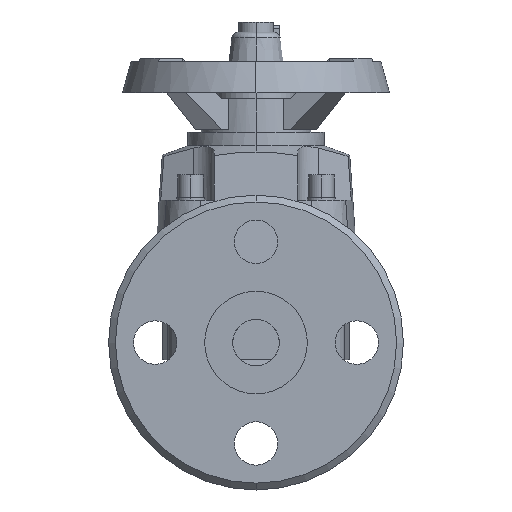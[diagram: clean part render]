
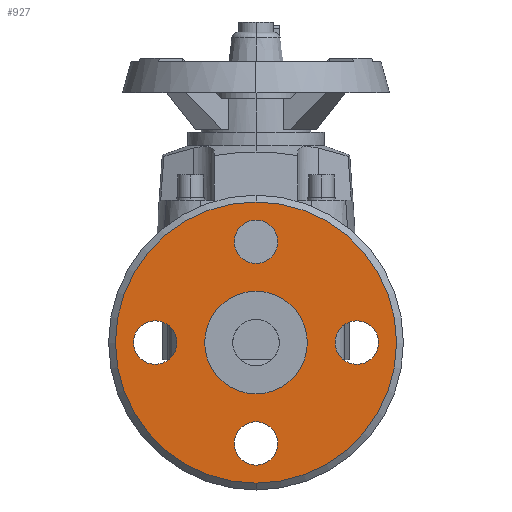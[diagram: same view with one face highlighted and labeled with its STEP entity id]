
A CAD part, left-side view. The second image highlights one B-rep face of the part: STEP entity #927.
In plain terms, the highlighted planar face has unit normal (-1, 0, 0).
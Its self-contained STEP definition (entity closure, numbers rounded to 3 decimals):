
#927=ADVANCED_FACE('',(#1910,#1911,#1912,#1913,#1914,#1915),#1916,.T.);
#1910=FACE_OUTER_BOUND('',#2912,.T.);
#1911=FACE_BOUND('',#2913,.T.);
#1912=FACE_BOUND('',#2914,.T.);
#1913=FACE_BOUND('',#2915,.T.);
#1914=FACE_BOUND('',#2916,.T.);
#1915=FACE_BOUND('',#2917,.T.);
#1916=PLANE('',#2918);
#2912=EDGE_LOOP('',(#5663,#5664));
#2913=EDGE_LOOP('',(#5665,#5666));
#2914=EDGE_LOOP('',(#5667,#5668));
#2915=EDGE_LOOP('',(#5669,#5670));
#2916=EDGE_LOOP('',(#5671,#5672));
#2917=EDGE_LOOP('',(#5673,#5674));
#2918=AXIS2_PLACEMENT_3D('',#5675,#5676,#5677);
#5663=ORIENTED_EDGE('',*,*,#5831,.T.);
#5664=ORIENTED_EDGE('',*,*,#6846,.T.);
#5665=ORIENTED_EDGE('',*,*,#6850,.T.);
#5666=ORIENTED_EDGE('',*,*,#5820,.T.);
#5667=ORIENTED_EDGE('',*,*,#6852,.T.);
#5668=ORIENTED_EDGE('',*,*,#5815,.T.);
#5669=ORIENTED_EDGE('',*,*,#6854,.T.);
#5670=ORIENTED_EDGE('',*,*,#5810,.T.);
#5671=ORIENTED_EDGE('',*,*,#6856,.T.);
#5672=ORIENTED_EDGE('',*,*,#5805,.T.);
#5673=ORIENTED_EDGE('',*,*,#5841,.T.);
#5674=ORIENTED_EDGE('',*,*,#6836,.T.);
#5675=CARTESIAN_POINT('',(-59.0,0.0,-22.65));
#5676=DIRECTION('',(-1.0,0.0,0.0));
#5677=DIRECTION('',(0.0,0.0,-1.0));
#5805=EDGE_CURVE('',#6909,#6906,#6910,.T.);
#5810=EDGE_CURVE('',#6918,#6915,#6919,.T.);
#5815=EDGE_CURVE('',#6927,#6924,#6928,.T.);
#5820=EDGE_CURVE('',#6936,#6933,#6937,.T.);
#5831=EDGE_CURVE('',#6951,#6953,#6955,.T.);
#5841=EDGE_CURVE('',#6967,#6971,#6973,.T.);
#6836=EDGE_CURVE('',#6971,#6967,#8428,.T.);
#6846=EDGE_CURVE('',#6953,#6951,#8438,.T.);
#6850=EDGE_CURVE('',#6933,#6936,#8442,.T.);
#6852=EDGE_CURVE('',#6924,#6927,#8444,.T.);
#6854=EDGE_CURVE('',#6915,#6918,#8446,.T.);
#6856=EDGE_CURVE('',#6906,#6909,#8448,.T.);
#6906=VERTEX_POINT('',#8518);
#6909=VERTEX_POINT('',#8522);
#6910=CIRCLE('',#8523,7.0);
#6915=VERTEX_POINT('',#8529);
#6918=VERTEX_POINT('',#8533);
#6919=CIRCLE('',#8534,7.0);
#6924=VERTEX_POINT('',#8540);
#6927=VERTEX_POINT('',#8544);
#6928=CIRCLE('',#8545,7.0);
#6933=VERTEX_POINT('',#8551);
#6936=VERTEX_POINT('',#8555);
#6937=CIRCLE('',#8556,7.0);
#6951=VERTEX_POINT('',#8573);
#6953=VERTEX_POINT('',#8576);
#6955=CIRCLE('',#8579,45.3);
#6967=VERTEX_POINT('',#8593);
#6971=VERTEX_POINT('',#8598);
#6973=CIRCLE('',#8601,16.538);
#8428=CIRCLE('',#10812,16.538);
#8438=CIRCLE('',#10822,45.3);
#8442=CIRCLE('',#10826,7.0);
#8444=CIRCLE('',#10828,7.0);
#8446=CIRCLE('',#10830,7.0);
#8448=CIRCLE('',#10832,7.0);
#8518=CARTESIAN_POINT('',(-59.0,0.0,-39.5));
#8522=CARTESIAN_POINT('',(-59.0,0.,-25.5));
#8523=AXIS2_PLACEMENT_3D('',#10912,#10913,#10914);
#8529=CARTESIAN_POINT('',(-59.0,39.5,0.0));
#8533=CARTESIAN_POINT('',(-59.0,25.5,0.));
#8534=AXIS2_PLACEMENT_3D('',#10920,#10921,#10922);
#8540=CARTESIAN_POINT('',(-59.0,0.0,39.5));
#8544=CARTESIAN_POINT('',(-59.0,0.,25.5));
#8545=AXIS2_PLACEMENT_3D('',#10928,#10929,#10930);
#8551=CARTESIAN_POINT('',(-59.0,-39.5,0.0));
#8555=CARTESIAN_POINT('',(-59.0,-25.5,0.));
#8556=AXIS2_PLACEMENT_3D('',#10936,#10937,#10938);
#8573=CARTESIAN_POINT('',(-59.0,0.0,-45.3));
#8576=CARTESIAN_POINT('',(-59.0,0.,45.3));
#8579=AXIS2_PLACEMENT_3D('',#10953,#10954,#10955);
#8593=CARTESIAN_POINT('',(-59.0,0.0,16.538));
#8598=CARTESIAN_POINT('',(-59.0,0.,-16.538));
#8601=AXIS2_PLACEMENT_3D('',#10969,#10970,#10971);
#10812=AXIS2_PLACEMENT_3D('',#12397,#12398,#12399);
#10822=AXIS2_PLACEMENT_3D('',#12418,#12419,#12420);
#10826=AXIS2_PLACEMENT_3D('',#12424,#12425,#12426);
#10828=AXIS2_PLACEMENT_3D('',#12427,#12428,#12429);
#10830=AXIS2_PLACEMENT_3D('',#12430,#12431,#12432);
#10832=AXIS2_PLACEMENT_3D('',#12433,#12434,#12435);
#10912=CARTESIAN_POINT('',(-59.0,0.0,-32.5));
#10913=DIRECTION('',(1.0,-0.0,0.0));
#10914=DIRECTION('',(0.0,0.0,-1.0));
#10920=CARTESIAN_POINT('',(-59.0,32.5,0.0));
#10921=DIRECTION('',(1.0,0.0,-0.0));
#10922=DIRECTION('',(0.0,1.0,0.0));
#10928=CARTESIAN_POINT('',(-59.0,0.0,32.5));
#10929=DIRECTION('',(1.0,0.0,-0.0));
#10930=DIRECTION('',(0.0,0.0,1.0));
#10936=CARTESIAN_POINT('',(-59.0,-32.5,0.0));
#10937=DIRECTION('',(1.0,0.0,-0.0));
#10938=DIRECTION('',(0.0,-1.0,0.0));
#10953=CARTESIAN_POINT('',(-59.0,0.0,0.0));
#10954=DIRECTION('',(-1.0,0.0,0.0));
#10955=DIRECTION('',(0.0,0.0,-1.0));
#10969=CARTESIAN_POINT('',(-59.0,0.0,0.0));
#10970=DIRECTION('',(1.0,0.0,-0.0));
#10971=DIRECTION('',(0.0,0.0,1.0));
#12397=CARTESIAN_POINT('',(-59.0,0.0,0.0));
#12398=DIRECTION('',(1.0,0.0,-0.0));
#12399=DIRECTION('',(0.0,0.0,1.0));
#12418=CARTESIAN_POINT('',(-59.0,0.0,0.0));
#12419=DIRECTION('',(-1.0,0.0,0.0));
#12420=DIRECTION('',(0.0,0.0,-1.0));
#12424=CARTESIAN_POINT('',(-59.0,-32.5,0.0));
#12425=DIRECTION('',(1.0,0.0,-0.0));
#12426=DIRECTION('',(0.0,-1.0,0.0));
#12427=CARTESIAN_POINT('',(-59.0,0.0,32.5));
#12428=DIRECTION('',(1.0,0.0,-0.0));
#12429=DIRECTION('',(0.0,0.0,1.0));
#12430=CARTESIAN_POINT('',(-59.0,32.5,0.0));
#12431=DIRECTION('',(1.0,0.0,-0.0));
#12432=DIRECTION('',(0.0,1.0,0.0));
#12433=CARTESIAN_POINT('',(-59.0,0.0,-32.5));
#12434=DIRECTION('',(1.0,-0.0,0.0));
#12435=DIRECTION('',(0.0,0.0,-1.0));
